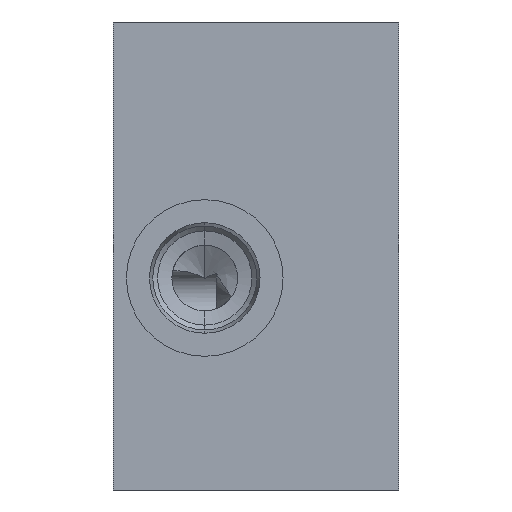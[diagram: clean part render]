
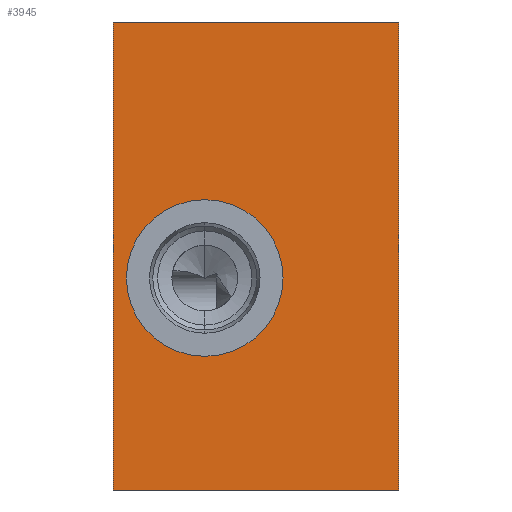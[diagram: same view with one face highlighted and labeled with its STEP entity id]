
A CAD part, front view. The second image highlights one B-rep face of the part: STEP entity #3945.
In plain terms, the highlighted planar face has unit normal (0, -1, 0).
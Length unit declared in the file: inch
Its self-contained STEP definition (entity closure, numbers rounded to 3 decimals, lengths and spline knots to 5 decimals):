
#5=DIRECTION('',(1.,0.,0.));
#6=VECTOR('',#5,2.438);
#7=CARTESIAN_POINT('',(0.,-4.5,0.));
#8=LINE('',#7,#6);
#565=DIRECTION('',(0.,0.,1.));
#566=VECTOR('',#565,4.);
#567=CARTESIAN_POINT('',(2.438,-4.5,0.));
#568=LINE('',#567,#566);
#609=DIRECTION('',(0.,0.,1.));
#610=VECTOR('',#609,4.);
#611=CARTESIAN_POINT('',(0.,-4.5,0.));
#612=LINE('',#611,#610);
#613=CARTESIAN_POINT('',(0.781,-4.5,1.812));
#614=DIRECTION('',(0.,1.,0.));
#615=DIRECTION('',(0.,0.,-1.));
#616=AXIS2_PLACEMENT_3D('',#613,#614,#615);
#618=CARTESIAN_POINT('',(0.781,-4.5,1.812));
#619=DIRECTION('',(0.,1.,0.));
#620=DIRECTION('',(0.,0.,1.));
#621=AXIS2_PLACEMENT_3D('',#618,#619,#620);
#635=DIRECTION('',(1.,0.,0.));
#636=VECTOR('',#635,2.438);
#637=CARTESIAN_POINT('',(0.,-4.5,4.));
#638=LINE('',#637,#636);
#3311=CARTESIAN_POINT('',(0.,-4.5,0.));
#3313=VERTEX_POINT('',#3311);
#3314=CARTESIAN_POINT('',(2.438,-4.5,0.));
#3315=VERTEX_POINT('',#3314);
#3319=CARTESIAN_POINT('',(0.,-4.5,4.));
#3321=VERTEX_POINT('',#3319);
#3322=CARTESIAN_POINT('',(2.438,-4.5,4.));
#3323=VERTEX_POINT('',#3322);
#3690=CARTESIAN_POINT('',(0.781,-4.5,1.1425));
#3692=VERTEX_POINT('',#3690);
#3694=CARTESIAN_POINT('',(0.781,-4.5,2.4815));
#3696=VERTEX_POINT('',#3694);
#3927=CARTESIAN_POINT('',(0.,-4.5,0.));
#3928=DIRECTION('',(0.,-1.,0.));
#3929=DIRECTION('',(1.,0.,0.));
#3930=AXIS2_PLACEMENT_3D('',#3927,#3928,#3929);
#3931=PLANE('',#3930);
#3932=ORIENTED_EDGE('',*,*,#3737,.F.);
#3933=ORIENTED_EDGE('',*,*,#3774,.T.);
#3935=ORIENTED_EDGE('',*,*,#3934,.T.);
#3936=ORIENTED_EDGE('',*,*,#3895,.F.);
#3937=EDGE_LOOP('',(#3932,#3933,#3935,#3936));
#3938=FACE_OUTER_BOUND('',#3937,.F.);
#3940=ORIENTED_EDGE('',*,*,#3939,.F.);
#3942=ORIENTED_EDGE('',*,*,#3941,.F.);
#3943=EDGE_LOOP('',(#3940,#3942));
#3944=FACE_BOUND('',#3943,.F.);
#3945=ADVANCED_FACE('',(#3938,#3944),#3931,.T.);
#617=CIRCLE('',#616,0.6695);
#622=CIRCLE('',#621,0.6695);
#3737=EDGE_CURVE('',#3313,#3315,#8,.T.);
#3774=EDGE_CURVE('',#3313,#3321,#612,.T.);
#3895=EDGE_CURVE('',#3315,#3323,#568,.T.);
#3934=EDGE_CURVE('',#3321,#3323,#638,.T.);
#3939=EDGE_CURVE('',#3692,#3696,#617,.T.);
#3941=EDGE_CURVE('',#3696,#3692,#622,.T.);
